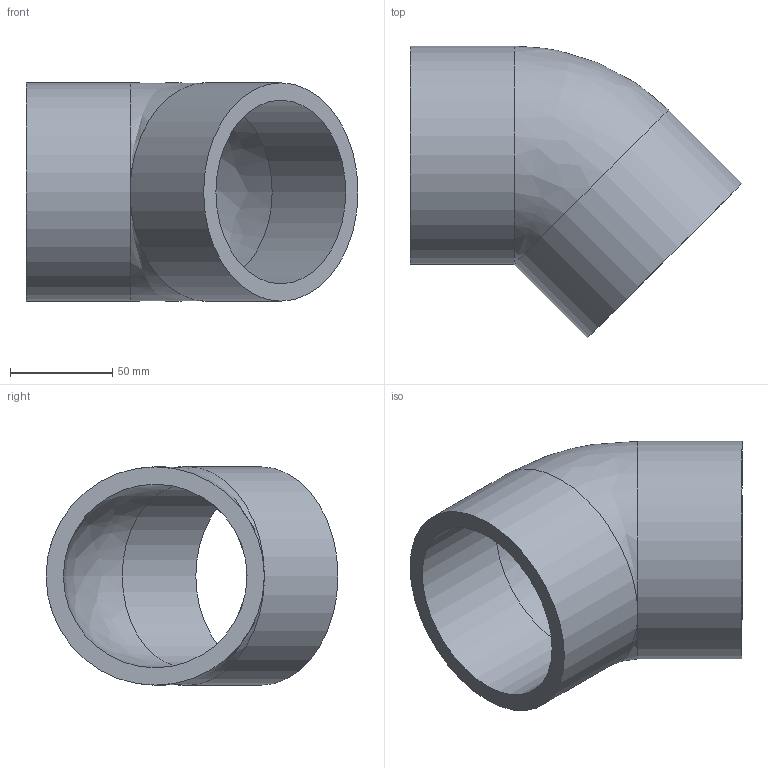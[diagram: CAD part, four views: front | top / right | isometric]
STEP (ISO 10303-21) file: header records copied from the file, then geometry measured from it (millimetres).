
FILE_DESCRIPTION(/* description */ (''),/* implementation_level */ '2;1');
FILE_NAME(/* name */ 'HIV090.ipt.stp',/* time_stamp */ '2014-06-06T15:26:50+02:00',/* author */ ('bfaro'),/* organization */ (''),/* preprocessor_version */ 'ST-DEVELOPER v15.6',/* originating_system */ 'Autodesk Inventor 2015',/* authorisation */ '');
FILE_SCHEMA (('AUTOMOTIVE_DESIGN { 1 0 10303 214 3 1 1 }'));
Length unit declared in the file: millimetre
Products named in the file (1): HIV090
Bounding box: 162.73 x 143.07 x 107.01 mm (x, y, z)
Volume: 379667.5 mm3; surface area: 94434.3 mm2
Topology: 1 solids, 1 shells, 10 faces, 22 edges, 14 vertices
Faces by surface type: cylinder 4, plane 4, bspline 2
Full cylindrical faces by diameter (mm): 90 x2, 107 x2
Entity records: 586 total; most frequent: CARTESIAN_POINT 351, DIRECTION 49, ORIENTED_EDGE 32, AXIS2_PLACEMENT_3D 24, EDGE_LOOP 18, EDGE_CURVE 16, CIRCLE 15, VERTEX_POINT 14
